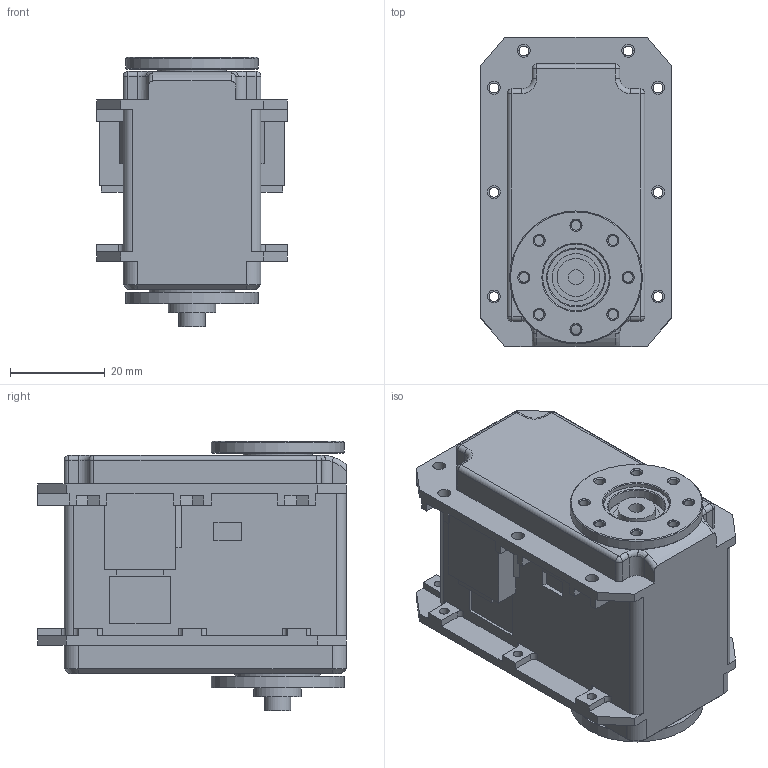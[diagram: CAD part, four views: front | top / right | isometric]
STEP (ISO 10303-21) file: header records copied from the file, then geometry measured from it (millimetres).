
FILE_DESCRIPTION(/* description */ (''),/* implementation_level */ '2;1');
FILE_NAME(/* name */ 'mx106-contre-axe.stp',/* time_stamp */ '2019-05-04T11:56:57+03:00',/* author */ ('User'),/* organization */ (''),/* preprocessor_version */ 'ST-DEVELOPER v16.13',/* originating_system */ 'Autodesk Inventor 2018',/* authorisation */ '');
FILE_SCHEMA (('AUTOMOTIVE_DESIGN { 1 0 10303 214 3 1 1 }'));
Length unit declared in the file: millimetre
Products named in the file (3): mx106-contre-axe; MX-106T; HN05-i101
Assembly tree (2 placements, depth 2):
  mx106-contre-axe
    MX-106T
    HN05-i101
Bounding box: 40.2 x 65.1 x 56.8 mm (x, y, z)
Volume: 87704.6 mm3; surface area: 18473.9 mm2
Topology: 2 solids, 10 shells, 333 faces, 882 edges, 564 vertices
Faces by surface type: plane 205, cylinder 88, cone 26, torus 6, sphere 6, bspline 2
Full cylindrical faces by diameter (mm): 2.05 x16, 2.5 x8, 2.7 x8, 3.2 x1, 5.5 x1, 8 x1, 10 x2, 12 x1, 14 x1, 14.5 x1, 15 x1, 18 x1, 28 x2
Entity records: 10209 total; most frequent: CARTESIAN_POINT 1886, DIRECTION 1692, ORIENTED_EDGE 1608, EDGE_CURVE 812, LINE 592, VECTOR 592, VERTEX_POINT 560, AXIS2_PLACEMENT_3D 550
